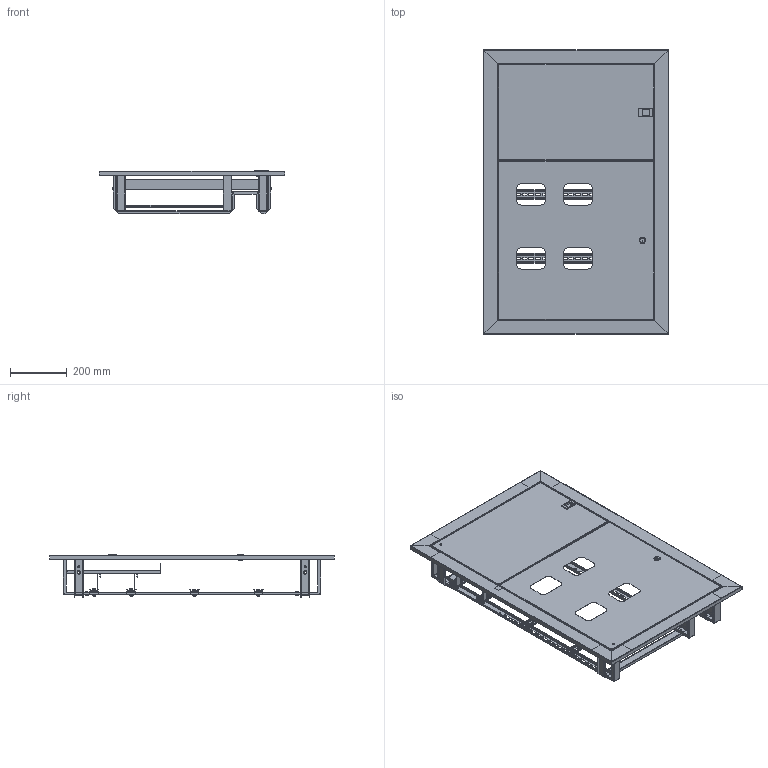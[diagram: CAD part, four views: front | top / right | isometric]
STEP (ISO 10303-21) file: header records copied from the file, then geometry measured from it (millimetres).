
FILE_DESCRIPTION (( 'STEP AP214' ), '1' );
FILE_NAME ('ÙÝ 4 êâ. áåç ñëàáîò. îòñ. (1000õ650õ150) EKF Basic.STEP', '2025-06-02T11:08:06', ( '' ), ( '' ), 'SwSTEP 2.0', 'SolidWorks 2021', '' );
FILE_SCHEMA (( 'AUTOMOTIVE_DESIGN' ));
Length unit declared in the file: millimetre
Products named in the file (27): hex flange nut_din_Hexagon Flange Nut DIN 6923 - M6 - N; 昈-2476.01.00.000 扻豵鵨 捘; Çàìîê ïî÷òîâûé; 昈-2476.01.00.001 栺樇罻; ﾌﾈ-2476.03.00.001 ﾄ粢 褪濱4ｪ｢. 決-2414.03.00.001 ┐･瑟 肅･笄; 昈-2414.01.00.004 砑僔蠂縺; ÌÈ-2476.02.00.001 Äâåðü ñèëîâàÿ; ÌÈ-2476.01.00.002 Óñèëèòåëü êàáåëüíûé  ; ﾌﾈ-2414.01.00.007 ﾊ煇鳫; ÌÈ-2414.00.00.002 Ïðîñòàâêà; ÌÈ-2476.07.00.001 Ôàëüøïàíåëü_0,4ª¢. Œˆ-2412.00.00.001 ” «ìè¯ ­¥«ì; DIN-ðåéêà 402 ÙÝ; ÌÈ-2476.02.00.000 Äâåðü ñèëîâàÿ ÑÁ; Øïèëüêà Ì6õ12; ÌÈ-2414.01.00.002 Ñòåíêà áîêîâàÿ; Çàêëåïêà ãàå÷íàÿ Ì6; pan head cross recess screw_din_ISO 7045 - M4 x 16 - Z --- 16N; cross ph tapping 968_din_Screw DIN 968-ST4.2x13-C-H-N; Çàêëåïêà ãàå÷íàÿ Ì8; 230.V1 PF, Çàìîê-çàäâèæêà; Çàêëåïêà ãàå÷íàÿ Ì4; ÌÈ-2476.01.00.003 Ñòåíêà áîêîâàÿ; pan head cross recess screw_din_DIN EN ISO 7045 - M6 x 20 - Z - 20N; ÙÝ 4 êâ. áåç ñëàáîò. îòñ. (1000õ650õ150) EKF Basic; ÌÈ-2414.05.00.003 Êðîíøòåéí ïîä äèí-ðåéêó; ��-2476.03.00.000 ����� ����� ��_4��. ��-2414.03.00.000 ����� ��� ��; ÌÈ-2414.01.00.008 Äåðæàòåëü äâåðè
Assembly tree (74 placements, depth 3):
  ÙÝ 4 êâ. áåç ñëàáîò. îòñ. (1000õ650õ150) EKF Basic
    昈-2476.01.00.000 扻豵鵨 捘
      ÌÈ-2414.01.00.002 Ñòåíêà áîêîâàÿ
      ÌÈ-2476.01.00.003 Ñòåíêà áîêîâàÿ
      昈-2476.01.00.001 栺樇罻  x2
      昈-2414.01.00.004 砑僔蠂縺  x4
      ÌÈ-2414.01.00.008 Äåðæàòåëü äâåðè
      ÌÈ-2476.01.00.002 Óñèëèòåëü êàáåëüíûé    x2
      Çàêëåïêà ãàå÷íàÿ Ì8  x4
      Øïèëüêà Ì6õ12  x2
      ﾌﾈ-2414.01.00.007 ﾊ煇鳫  x3
      Çàêëåïêà ãàå÷íàÿ Ì6  x4
    ÌÈ-2476.02.00.000 Äâåðü ñèëîâàÿ ÑÁ
      Çàêëåïêà ãàå÷íàÿ Ì4  x2
      ÌÈ-2476.02.00.001 Äâåðü ñèëîâàÿ
      Øïèëüêà Ì6õ12
      230.V1 PF, Çàìîê-çàäâèæêà
    ��-2476.03.00.000 ����� ����� ��_4��. ��-2414.03.00.000 ����� ��� ��
      ﾌﾈ-2476.03.00.001 ﾄ粢 褪濱4ｪ｢. 決-2414.03.00.001 ┐･瑟 肅･笄
      Çàìîê ïî÷òîâûé
      Çàêëåïêà ãàå÷íàÿ Ì4
      Øïèëüêà Ì6õ12
    pan head cross recess screw_din_ISO 7045 - M4 x 16 - Z --- 16N  x3
    cross ph tapping 968_din_Screw DIN 968-ST4.2x13-C-H-N  x2
    ÌÈ-2476.07.00.001 Ôàëüøïàíåëü_0,4ª¢. Œˆ-2412.00.00.001 ” «ìè¯ ­¥«ì
    ÌÈ-2414.05.00.003 Êðîíøòåéí ïîä äèí-ðåéêó  x4
    DIN-ðåéêà 402 ÙÝ  x4
    pan head cross recess screw_din_DIN EN ISO 7045 - M6 x 20 - Z - 20N  x8
    ÌÈ-2414.00.00.002 Ïðîñòàâêà  x8
    hex flange nut_din_Hexagon Flange Nut DIN 6923 - M6 - N  x8
Bounding box: 650 x 1000 x 153 mm (x, y, z)
Volume: 1115707.3 mm3; surface area: 2627180.5 mm2
Topology: 71 solids, 71 shells, 3069 faces, 7319 edges, 4415 vertices
Faces by surface type: plane 1644, cylinder 916, cone 252, bspline 131, torus 100, sphere 26
Entity records: 38531 total; most frequent: CARTESIAN_POINT 9410, DIRECTION 5826, ORIENTED_EDGE 5672, EDGE_CURVE 2836, AXIS2_PLACEMENT_3D 1991, VECTOR 1844, LINE 1844, VERTEX_POINT 1709
